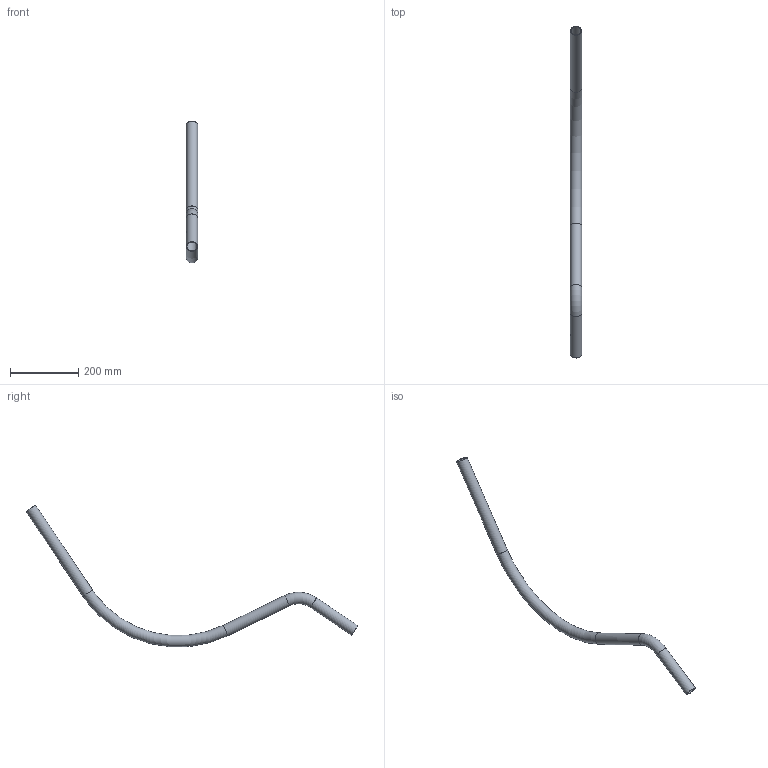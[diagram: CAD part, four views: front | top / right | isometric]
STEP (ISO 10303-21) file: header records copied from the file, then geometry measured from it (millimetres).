
FILE_DESCRIPTION (( 'STEP AP203' ), '1' );
FILE_NAME ('50255-240.step', '2022-03-24T07:15:53', ( '' ), ( '' ), 'SwSTEP 2.0', 'SolidWorks 2018', '' );
FILE_SCHEMA (( 'CONFIG_CONTROL_DESIGN' ));
Length unit declared in the file: millimetre
Products named in the file (1): 50255-240
Bounding box: 33.7 x 975.17 x 416.14 mm (x, y, z)
Volume: 236273 mm3; surface area: 236684.9 mm2
Topology: 1 solids, 1 shells, 283 faces, 763 edges, 506 vertices
Faces by surface type: bspline 146, plane 103, cylinder 30, torus 4
Full cylindrical faces by diameter (mm): 29.7 x3, 33.7 x3
Entity records: 14313 total; most frequent: CARTESIAN_POINT 8688, ORIENTED_EDGE 1506, EDGE_CURVE 753, DIRECTION 547, VERTEX_POINT 506, B_SPLINE_CURVE_WITH_KNOTS 372, EDGE_LOOP 319, FACE_OUTER_BOUND 293
